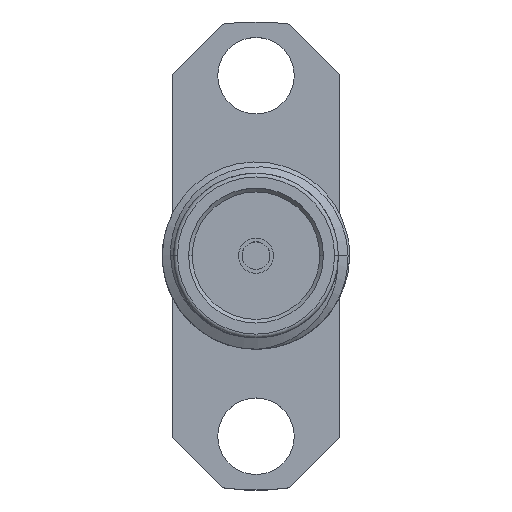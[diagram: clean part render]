
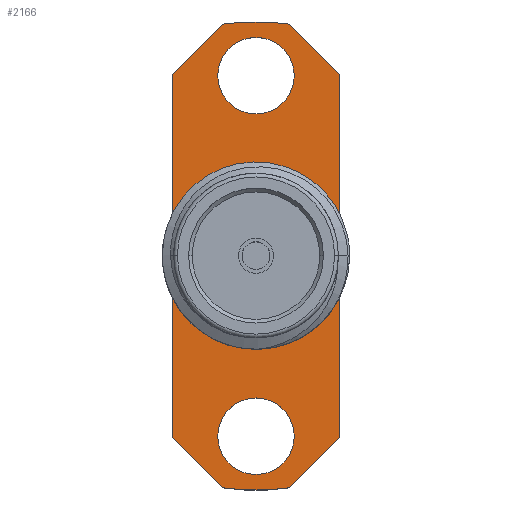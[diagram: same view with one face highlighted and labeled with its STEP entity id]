
A CAD part, top view. The second image highlights one B-rep face of the part: STEP entity #2166.
In plain terms, the highlighted planar face has unit normal (0, 0, 1).
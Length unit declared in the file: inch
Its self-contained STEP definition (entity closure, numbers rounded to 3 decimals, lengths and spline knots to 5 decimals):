
#25 = EDGE_CURVE ( 'NONE', #2224, #496, #506, .T. ) ;
#37 = DIRECTION ( 'NONE',  ( 0., -1., 0. ) ) ;
#73 = LINE ( 'NONE', #336, #175 ) ;
#111 = DIRECTION ( 'NONE',  ( 1., 0., 0. ) ) ;
#117 = EDGE_LOOP ( 'NONE', ( #2173, #473 ) ) ;
#145 = AXIS2_PLACEMENT_3D ( 'NONE', #2496, #2776, #476 ) ;
#175 = VECTOR ( 'NONE', #2592, 39.37008 ) ;
#189 = CARTESIAN_POINT ( 'NONE',  ( 0., 0., -0.31 ) ) ;
#198 = EDGE_CURVE ( 'NONE', #1398, #2054, #2227, .T. ) ;
#206 = CARTESIAN_POINT ( 'NONE',  ( 0., 0., -0.31 ) ) ;
#212 = VERTEX_POINT ( 'NONE', #1142 ) ;
#221 = CARTESIAN_POINT ( 'NONE',  ( -0.1115, -0.2425, -0.31 ) ) ;
#223 = EDGE_CURVE ( 'NONE', #225, #566, #1942, .T. ) ;
#225 = VERTEX_POINT ( 'NONE', #1873 ) ;
#229 = ORIENTED_EDGE ( 'NONE', *, *, #620, .T. ) ;
#260 = VERTEX_POINT ( 'NONE', #994 ) ;
#286 = ORIENTED_EDGE ( 'NONE', *, *, #25, .T. ) ;
#293 = CARTESIAN_POINT ( 'NONE',  ( 0., -0.2405, -0.31 ) ) ;
#336 = CARTESIAN_POINT ( 'NONE',  ( -0.1115, 0.2425, -0.31 ) ) ;
#337 = CARTESIAN_POINT ( 'NONE',  ( 0., 0., -0.31 ) ) ;
#341 = DIRECTION ( 'NONE',  ( 1., 0., 0. ) ) ;
#344 = EDGE_LOOP ( 'NONE', ( #1567, #2249 ) ) ;
#391 = AXIS2_PLACEMENT_3D ( 'NONE', #206, #1074, #676 ) ;
#436 = CARTESIAN_POINT ( 'NONE',  ( 0.1115, -0.2425, -0.31 ) ) ;
#440 = EDGE_CURVE ( 'NONE', #1157, #260, #1654, .T. ) ;
#442 = VECTOR ( 'NONE', #37, 39.37008 ) ;
#473 = ORIENTED_EDGE ( 'NONE', *, *, #223, .F. ) ;
#476 = DIRECTION ( 'NONE',  ( -1., 0., 0. ) ) ;
#484 = CARTESIAN_POINT ( 'NONE',  ( 0.1115, -0.2425, -0.31 ) ) ;
#496 = VERTEX_POINT ( 'NONE', #1903 ) ;
#506 = LINE ( 'NONE', #680, #599 ) ;
#513 = LINE ( 'NONE', #535, #442 ) ;
#525 = CIRCLE ( 'NONE', #1202, 0.10989 ) ;
#535 = CARTESIAN_POINT ( 'NONE',  ( -0.1115, -0.3125, -0.31 ) ) ;
#566 = VERTEX_POINT ( 'NONE', #789 ) ;
#575 = CARTESIAN_POINT ( 'NONE',  ( 0., -0.2405, -0.31 ) ) ;
#599 = VECTOR ( 'NONE', #2006, 39.37008 ) ;
#620 = EDGE_CURVE ( 'NONE', #2914, #2622, #2616, .T. ) ;
#636 = FACE_BOUND ( 'NONE', #2852, .T. ) ;
#676 = DIRECTION ( 'NONE',  ( -1., 0., 0. ) ) ;
#680 = CARTESIAN_POINT ( 'NONE',  ( 0.1115, -0.3125, -0.31 ) ) ;
#699 = CARTESIAN_POINT ( 'NONE',  ( -0.051, -0.2405, -0.31 ) ) ;
#713 = CIRCLE ( 'NONE', #1780, 0.3125 ) ;
#721 = ORIENTED_EDGE ( 'NONE', *, *, #1244, .T. ) ;
#789 = CARTESIAN_POINT ( 'NONE',  ( 0.051, 0.2405, -0.31 ) ) ;
#802 = VECTOR ( 'NONE', #1754, 39.37008 ) ;
#821 = ORIENTED_EDGE ( 'NONE', *, *, #440, .F. ) ;
#828 = ORIENTED_EDGE ( 'NONE', *, *, #1247, .F. ) ;
#883 = VECTOR ( 'NONE', #1985, 39.37008 ) ;
#981 = ORIENTED_EDGE ( 'NONE', *, *, #1461, .T. ) ;
#994 = CARTESIAN_POINT ( 'NONE',  ( 0.051, -0.2405, -0.31 ) ) ;
#1001 = CARTESIAN_POINT ( 'NONE',  ( -0.04472, -0.30928, -0.31 ) ) ;
#1027 = FACE_OUTER_BOUND ( 'NONE', #2384, .T. ) ;
#1029 = CIRCLE ( 'NONE', #2281, 0.051 ) ;
#1058 = AXIS2_PLACEMENT_3D ( 'NONE', #575, #2596, #341 ) ;
#1074 = DIRECTION ( 'NONE',  ( 0., 0., -1. ) ) ;
#1109 = CARTESIAN_POINT ( 'NONE',  ( -0.10989, 0., -0.31 ) ) ;
#1142 = CARTESIAN_POINT ( 'NONE',  ( -0.04472, 0.30928, -0.31 ) ) ;
#1157 = VERTEX_POINT ( 'NONE', #699 ) ;
#1202 = AXIS2_PLACEMENT_3D ( 'NONE', #337, #2075, #2454 ) ;
#1220 = CARTESIAN_POINT ( 'NONE',  ( 0.0415, 0.3125, -0.31 ) ) ;
#1226 = DIRECTION ( 'NONE',  ( 0., 0., 1. ) ) ;
#1237 = ORIENTED_EDGE ( 'NONE', *, *, #2121, .T. ) ;
#1244 = EDGE_CURVE ( 'NONE', #2623, #2914, #513, .T. ) ;
#1247 = EDGE_CURVE ( 'NONE', #260, #1157, #1029, .T. ) ;
#1274 = FACE_BOUND ( 'NONE', #344, .T. ) ;
#1305 = CIRCLE ( 'NONE', #1865, 0.3125 ) ;
#1332 = EDGE_CURVE ( 'NONE', #212, #2623, #73, .T. ) ;
#1398 = VERTEX_POINT ( 'NONE', #2646 ) ;
#1461 = EDGE_CURVE ( 'NONE', #496, #2687, #2736, .T. ) ;
#1471 = CARTESIAN_POINT ( 'NONE',  ( -0.1115, 0.2425, -0.31 ) ) ;
#1478 = VECTOR ( 'NONE', #2677, 39.37008 ) ;
#1484 = DIRECTION ( 'NONE',  ( 0., 0., 1. ) ) ;
#1494 = ORIENTED_EDGE ( 'NONE', *, *, #2007, .T. ) ;
#1537 = PLANE ( 'NONE',  #391 ) ;
#1546 = EDGE_CURVE ( 'NONE', #2054, #1398, #525, .T. ) ;
#1553 = LINE ( 'NONE', #436, #1478 ) ;
#1565 = DIRECTION ( 'NONE',  ( 0., 0., 1. ) ) ;
#1567 = ORIENTED_EDGE ( 'NONE', *, *, #198, .F. ) ;
#1643 = DIRECTION ( 'NONE',  ( 1., 0., 0. ) ) ;
#1654 = CIRCLE ( 'NONE', #1058, 0.051 ) ;
#1709 = DIRECTION ( 'NONE',  ( 1., 0., 0. ) ) ;
#1710 = AXIS2_PLACEMENT_3D ( 'NONE', #2357, #1226, #2809 ) ;
#1754 = DIRECTION ( 'NONE',  ( 0.707, -0.707, 0. ) ) ;
#1780 = AXIS2_PLACEMENT_3D ( 'NONE', #189, #1565, #2933 ) ;
#1865 = AXIS2_PLACEMENT_3D ( 'NONE', #2628, #1484, #1709 ) ;
#1873 = CARTESIAN_POINT ( 'NONE',  ( -0.051, 0.2405, -0.31 ) ) ;
#1903 = CARTESIAN_POINT ( 'NONE',  ( 0.1115, 0.2425, -0.31 ) ) ;
#1906 = DIRECTION ( 'NONE',  ( 0., 0., 1. ) ) ;
#1942 = CIRCLE ( 'NONE', #1710, 0.051 ) ;
#1960 = AXIS2_PLACEMENT_3D ( 'NONE', #2620, #1906, #111 ) ;
#1985 = DIRECTION ( 'NONE',  ( -0.707, 0.707, 0. ) ) ;
#2006 = DIRECTION ( 'NONE',  ( 0., 1., 0. ) ) ;
#2007 = EDGE_CURVE ( 'NONE', #2687, #212, #1305, .T. ) ;
#2031 = CARTESIAN_POINT ( 'NONE',  ( -0.0415, -0.3125, -0.31 ) ) ;
#2054 = VERTEX_POINT ( 'NONE', #1109 ) ;
#2075 = DIRECTION ( 'NONE',  ( 0., 0., 1. ) ) ;
#2118 = EDGE_CURVE ( 'NONE', #2212, #2224, #1553, .T. ) ;
#2121 = EDGE_CURVE ( 'NONE', #2622, #2212, #713, .T. ) ;
#2166 = ADVANCED_FACE ( 'NONE', ( #2501, #636, #1274, #1027 ), #1537, .F. ) ;
#2173 = ORIENTED_EDGE ( 'NONE', *, *, #2588, .F. ) ;
#2212 = VERTEX_POINT ( 'NONE', #2260 ) ;
#2224 = VERTEX_POINT ( 'NONE', #484 ) ;
#2227 = CIRCLE ( 'NONE', #145, 0.10989 ) ;
#2249 = ORIENTED_EDGE ( 'NONE', *, *, #1546, .F. ) ;
#2260 = CARTESIAN_POINT ( 'NONE',  ( 0.04472, -0.30928, -0.31 ) ) ;
#2281 = AXIS2_PLACEMENT_3D ( 'NONE', #293, #2793, #1643 ) ;
#2357 = CARTESIAN_POINT ( 'NONE',  ( 0., 0.2405, -0.31 ) ) ;
#2384 = EDGE_LOOP ( 'NONE', ( #1494, #2524, #721, #229, #1237, #2903, #286, #981 ) ) ;
#2454 = DIRECTION ( 'NONE',  ( -1., 0., 0. ) ) ;
#2473 = CIRCLE ( 'NONE', #1960, 0.051 ) ;
#2496 = CARTESIAN_POINT ( 'NONE',  ( 0., 0., -0.31 ) ) ;
#2501 = FACE_BOUND ( 'NONE', #117, .T. ) ;
#2524 = ORIENTED_EDGE ( 'NONE', *, *, #1332, .T. ) ;
#2588 = EDGE_CURVE ( 'NONE', #566, #225, #2473, .T. ) ;
#2592 = DIRECTION ( 'NONE',  ( -0.707, -0.707, 0. ) ) ;
#2596 = DIRECTION ( 'NONE',  ( 0., 0., 1. ) ) ;
#2616 = LINE ( 'NONE', #2031, #802 ) ;
#2620 = CARTESIAN_POINT ( 'NONE',  ( 0., 0.2405, -0.31 ) ) ;
#2622 = VERTEX_POINT ( 'NONE', #1001 ) ;
#2623 = VERTEX_POINT ( 'NONE', #1471 ) ;
#2628 = CARTESIAN_POINT ( 'NONE',  ( 0., 0., -0.31 ) ) ;
#2641 = CARTESIAN_POINT ( 'NONE',  ( 0.04472, 0.30928, -0.31 ) ) ;
#2646 = CARTESIAN_POINT ( 'NONE',  ( 0.10989, 0., -0.31 ) ) ;
#2677 = DIRECTION ( 'NONE',  ( 0.707, 0.707, 0. ) ) ;
#2687 = VERTEX_POINT ( 'NONE', #2641 ) ;
#2736 = LINE ( 'NONE', #1220, #883 ) ;
#2776 = DIRECTION ( 'NONE',  ( 0., 0., 1. ) ) ;
#2793 = DIRECTION ( 'NONE',  ( 0., 0., 1. ) ) ;
#2809 = DIRECTION ( 'NONE',  ( 1., 0., 0. ) ) ;
#2852 = EDGE_LOOP ( 'NONE', ( #828, #821 ) ) ;
#2903 = ORIENTED_EDGE ( 'NONE', *, *, #2118, .T. ) ;
#2914 = VERTEX_POINT ( 'NONE', #221 ) ;
#2933 = DIRECTION ( 'NONE',  ( 1., 0., 0. ) ) ;
